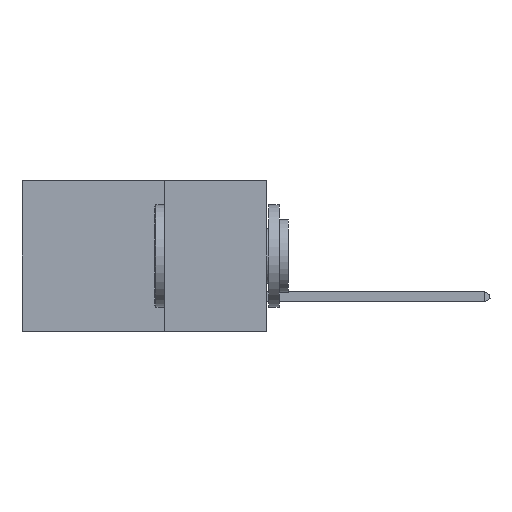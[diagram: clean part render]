
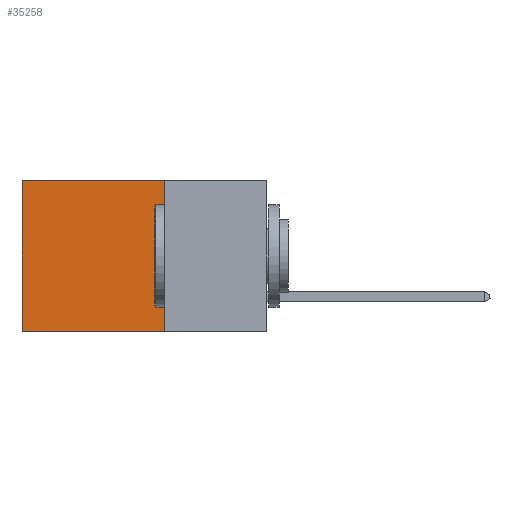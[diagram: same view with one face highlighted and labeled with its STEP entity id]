
A CAD part, left-side view. The second image highlights one B-rep face of the part: STEP entity #35258.
In plain terms, the highlighted planar face has unit normal (-1, 0, 0).
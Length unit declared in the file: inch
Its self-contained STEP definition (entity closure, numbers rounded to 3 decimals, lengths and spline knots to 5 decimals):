
#1797 = CARTESIAN_POINT ( 'NONE',  ( 0.2875, 0.25, -0.37 ) ) ;
#2369 = DIRECTION ( 'NONE',  ( 0., 1., 0. ) ) ;
#3770 = ORIENTED_EDGE ( 'NONE', *, *, #21442, .T. ) ;
#4114 = CARTESIAN_POINT ( 'NONE',  ( 0.2875, 0.6, -0.37 ) ) ;
#4311 = LINE ( 'NONE', #8864, #13354 ) ;
#5799 = EDGE_CURVE ( 'NONE', #21280, #16852, #34791, .T. ) ;
#7125 = PLANE ( 'NONE',  #17581 ) ;
#7223 = CARTESIAN_POINT ( 'NONE',  ( 0.2875, 0.6, 0. ) ) ;
#8440 = VERTEX_POINT ( 'NONE', #19881 ) ;
#8847 = EDGE_CURVE ( 'NONE', #8440, #21280, #41518, .T. ) ;
#8864 = CARTESIAN_POINT ( 'NONE',  ( 0.2875, 0.25, 0. ) ) ;
#13354 = VECTOR ( 'NONE', #2369, 39.37008 ) ;
#14013 = VECTOR ( 'NONE', #17213, 39.37008 ) ;
#14093 = DIRECTION ( 'NONE',  ( 0., 0., -1. ) ) ;
#15649 = EDGE_CURVE ( 'NONE', #22814, #16852, #24218, .T. ) ;
#16852 = VERTEX_POINT ( 'NONE', #4114 ) ;
#17213 = DIRECTION ( 'NONE',  ( 0., 0., -1. ) ) ;
#17581 = AXIS2_PLACEMENT_3D ( 'NONE', #35893, #39269, #29455 ) ;
#19726 = VECTOR ( 'NONE', #14093, 39.37008 ) ;
#19881 = CARTESIAN_POINT ( 'NONE',  ( 0.2875, 0.25, 0. ) ) ;
#21280 = VERTEX_POINT ( 'NONE', #1797 ) ;
#21442 = EDGE_CURVE ( 'NONE', #8440, #22814, #4311, .T. ) ;
#22037 = CARTESIAN_POINT ( 'NONE',  ( 0.2875, 0.6, 0. ) ) ;
#22814 = VERTEX_POINT ( 'NONE', #22037 ) ;
#23482 = CARTESIAN_POINT ( 'NONE',  ( 0.2875, 0.25, 0. ) ) ;
#24218 = LINE ( 'NONE', #7223, #19726 ) ;
#25567 = ORIENTED_EDGE ( 'NONE', *, *, #8847, .F. ) ;
#26285 = VECTOR ( 'NONE', #37758, 39.37008 ) ;
#28573 = EDGE_LOOP ( 'NONE', ( #41560, #37036, #25567, #3770 ) ) ;
#29455 = DIRECTION ( 'NONE',  ( 0., 0., -1. ) ) ;
#34791 = LINE ( 'NONE', #40838, #26285 ) ;
#35258 = ADVANCED_FACE ( 'NONE', ( #36593 ), #7125, .F. ) ;
#35893 = CARTESIAN_POINT ( 'NONE',  ( 0.2875, 0.25, 0. ) ) ;
#36593 = FACE_OUTER_BOUND ( 'NONE', #28573, .T. ) ;
#37036 = ORIENTED_EDGE ( 'NONE', *, *, #5799, .F. ) ;
#37758 = DIRECTION ( 'NONE',  ( 0., 1., 0. ) ) ;
#39269 = DIRECTION ( 'NONE',  ( 1., 0., 0. ) ) ;
#40838 = CARTESIAN_POINT ( 'NONE',  ( 0.2875, 0.25, -0.37 ) ) ;
#41518 = LINE ( 'NONE', #23482, #14013 ) ;
#41560 = ORIENTED_EDGE ( 'NONE', *, *, #15649, .T. ) ;
